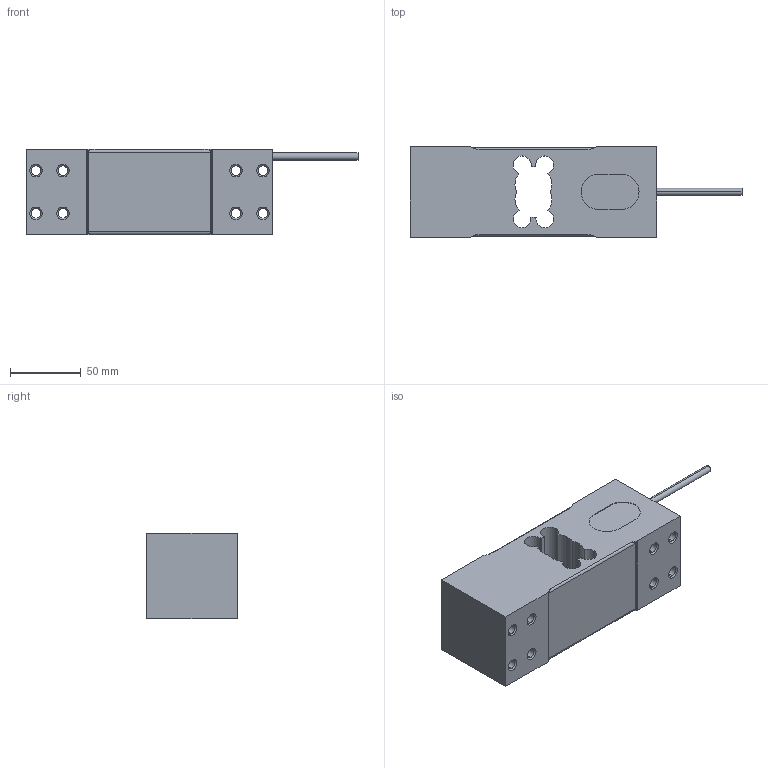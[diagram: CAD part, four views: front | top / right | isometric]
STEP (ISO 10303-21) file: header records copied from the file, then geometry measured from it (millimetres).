
FILE_DESCRIPTION (( 'STEP AP203' ), '1' );
FILE_NAME ('FH7A.STEP', '2023-01-25T10:49:18', ( '' ), ( '' ), 'SwSTEP 2.0', 'SolidWorks 2019', '' );
FILE_SCHEMA (( 'CONFIG_CONTROL_DESIGN' ));
Length unit declared in the file: millimetre
Products named in the file (1): FH7A
Bounding box: 234 x 64 x 60 mm (x, y, z)
Volume: 569897 mm3; surface area: 90599.7 mm2
Topology: 3 solids, 3 shells, 107 faces, 265 edges, 166 vertices
Faces by surface type: cylinder 53, cone 32, plane 22
Entity records: 3390 total; most frequent: CARTESIAN_POINT 651, DIRECTION 595, ORIENTED_EDGE 530, EDGE_CURVE 265, AXIS2_PLACEMENT_3D 230, VERTEX_POINT 166, LINE 135, VECTOR 135
